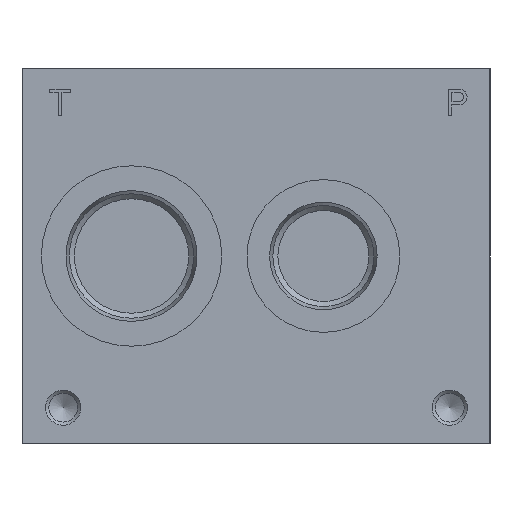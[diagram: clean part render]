
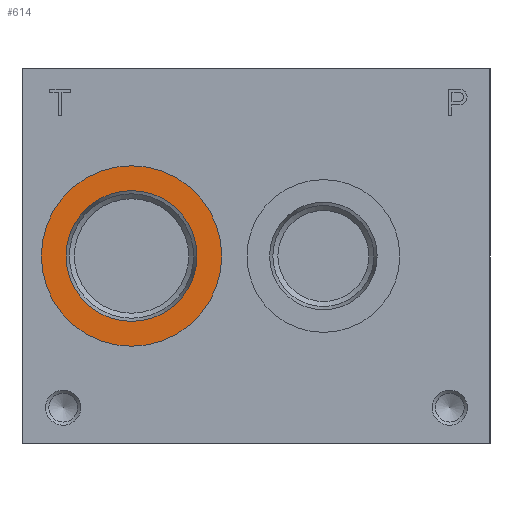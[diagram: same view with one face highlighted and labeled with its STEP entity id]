
A CAD part, left-side view. The second image highlights one B-rep face of the part: STEP entity #614.
In plain terms, the highlighted planar face has unit normal (-1, 0, 0).
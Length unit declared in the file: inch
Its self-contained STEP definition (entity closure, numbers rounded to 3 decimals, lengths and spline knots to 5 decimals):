
#614 = ADVANCED_FACE( '', ( #1703, #1704 ), #1705, .T. );
#1703 = FACE_BOUND( '', #3402, .T. );
#1704 = FACE_OUTER_BOUND( '', #3403, .T. );
#1705 = PLANE( '', #3404 );
#3402 = EDGE_LOOP( '', ( #5300 ) );
#3403 = EDGE_LOOP( '', ( #5301 ) );
#3404 = AXIS2_PLACEMENT_3D( '', #5302, #5303, #5304 );
#5300 = ORIENTED_EDGE( '', *, *, #9031, .T. );
#5301 = ORIENTED_EDGE( '', *, *, #9032, .F. );
#5302 = CARTESIAN_POINT( '', ( 0.031, 4.794, 2. ) );
#5303 = DIRECTION( '', ( -1., 0., 0. ) );
#5304 = DIRECTION( '', ( 0., 0., 1. ) );
#9031 = EDGE_CURVE( '', #10690, #10690, #10691, .T. );
#9032 = EDGE_CURVE( '', #10692, #10692, #10693, .T. );
#10690 = VERTEX_POINT( '', #12968 );
#10691 = CIRCLE( '', #12969, 0.699 );
#10692 = VERTEX_POINT( '', #12970 );
#10693 = CIRCLE( '', #12971, 0.964 );
#12968 = CARTESIAN_POINT( '', ( 0.031, 3.83, 1.301 ) );
#12969 = AXIS2_PLACEMENT_3D( '', #15592, #15593, #15594 );
#12970 = CARTESIAN_POINT( '', ( 0.031, 3.83, 1.036 ) );
#12971 = AXIS2_PLACEMENT_3D( '', #15595, #15596, #15597 );
#15592 = CARTESIAN_POINT( '', ( 0.031, 3.83, 2. ) );
#15593 = DIRECTION( '', ( 1., 0., 0. ) );
#15594 = DIRECTION( '', ( 0., 0., -1. ) );
#15595 = CARTESIAN_POINT( '', ( 0.031, 3.83, 2. ) );
#15596 = DIRECTION( '', ( 1., 0., 0. ) );
#15597 = DIRECTION( '', ( 0., 0., -1. ) );
